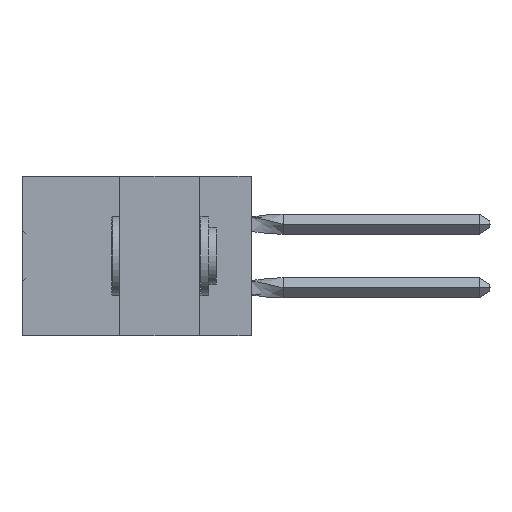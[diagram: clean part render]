
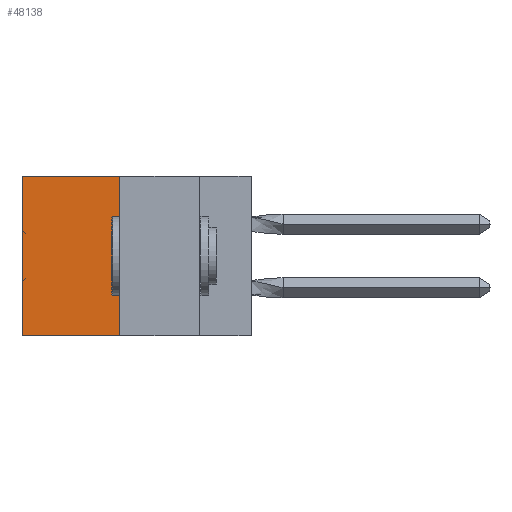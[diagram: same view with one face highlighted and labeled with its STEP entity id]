
A CAD part, left-side view. The second image highlights one B-rep face of the part: STEP entity #48138.
In plain terms, the highlighted planar face has unit normal (-1, 0, 0).
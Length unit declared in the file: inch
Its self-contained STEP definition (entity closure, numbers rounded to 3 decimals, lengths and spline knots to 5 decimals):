
#1899 = CARTESIAN_POINT ( 'NONE',  ( 0.305, 0.413, -0.5 ) ) ;
#2078 = DIRECTION ( 'NONE',  ( 0., 1., 0. ) ) ;
#2564 = ORIENTED_EDGE ( 'NONE', *, *, #49494, .F. ) ;
#3279 = LINE ( 'NONE', #1899, #24960 ) ;
#4423 = EDGE_CURVE ( 'NONE', #12672, #46713, #24725, .T. ) ;
#7221 = EDGE_LOOP ( 'NONE', ( #29587, #29094, #2564, #31537 ) ) ;
#8837 = EDGE_CURVE ( 'NONE', #49522, #43514, #3279, .T. ) ;
#10366 = DIRECTION ( 'NONE',  ( 0., 0., -1. ) ) ;
#10694 = FACE_OUTER_BOUND ( 'NONE', #7221, .T. ) ;
#12430 = CARTESIAN_POINT ( 'NONE',  ( 0.305, 0.413, -0.5 ) ) ;
#12672 = VERTEX_POINT ( 'NONE', #35933 ) ;
#13236 = CARTESIAN_POINT ( 'NONE',  ( 0.305, 0.413, 0. ) ) ;
#13499 = CARTESIAN_POINT ( 'NONE',  ( 0.305, 0.72, -0.5 ) ) ;
#14646 = CARTESIAN_POINT ( 'NONE',  ( 0.305, 0.413, -0.5 ) ) ;
#16110 = DIRECTION ( 'NONE',  ( 0., 0., -1. ) ) ;
#18150 = LINE ( 'NONE', #14646, #36938 ) ;
#24527 = DIRECTION ( 'NONE',  ( 0., 0., -1. ) ) ;
#24725 = LINE ( 'NONE', #13236, #49070 ) ;
#24960 = VECTOR ( 'NONE', #2078, 39.37008 ) ;
#29094 = ORIENTED_EDGE ( 'NONE', *, *, #8837, .F. ) ;
#29587 = ORIENTED_EDGE ( 'NONE', *, *, #53785, .T. ) ;
#30913 = LINE ( 'NONE', #32621, #52589 ) ;
#31537 = ORIENTED_EDGE ( 'NONE', *, *, #4423, .T. ) ;
#32621 = CARTESIAN_POINT ( 'NONE',  ( 0.305, 0.72, -0.5 ) ) ;
#35933 = CARTESIAN_POINT ( 'NONE',  ( 0.305, 0.413, 0. ) ) ;
#36938 = VECTOR ( 'NONE', #10366, 39.37008 ) ;
#43514 = VERTEX_POINT ( 'NONE', #13499 ) ;
#43661 = AXIS2_PLACEMENT_3D ( 'NONE', #50646, #51225, #24527 ) ;
#46713 = VERTEX_POINT ( 'NONE', #57451 ) ;
#48138 = ADVANCED_FACE ( 'NONE', ( #10694 ), #55647, .F. ) ;
#48323 = DIRECTION ( 'NONE',  ( 0., 1., 0. ) ) ;
#49070 = VECTOR ( 'NONE', #48323, 39.37008 ) ;
#49494 = EDGE_CURVE ( 'NONE', #12672, #49522, #18150, .T. ) ;
#49522 = VERTEX_POINT ( 'NONE', #12430 ) ;
#50646 = CARTESIAN_POINT ( 'NONE',  ( 0.305, 0.413, -0.5 ) ) ;
#51225 = DIRECTION ( 'NONE',  ( 1., 0., 0. ) ) ;
#52589 = VECTOR ( 'NONE', #16110, 39.37008 ) ;
#53785 = EDGE_CURVE ( 'NONE', #46713, #43514, #30913, .T. ) ;
#55647 = PLANE ( 'NONE',  #43661 ) ;
#57451 = CARTESIAN_POINT ( 'NONE',  ( 0.305, 0.72, 0. ) ) ;
